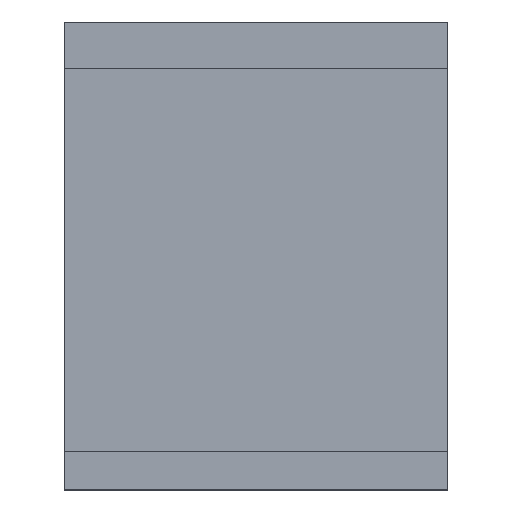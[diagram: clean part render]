
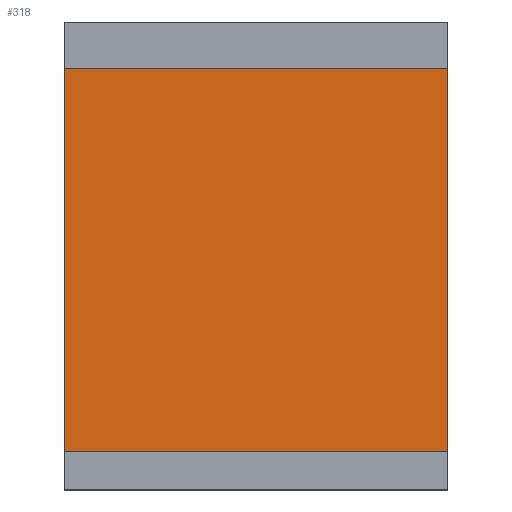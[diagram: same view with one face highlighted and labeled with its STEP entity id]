
A CAD part, top view. The second image highlights one B-rep face of the part: STEP entity #318.
In plain terms, the highlighted planar face has unit normal (0, 0, 1).
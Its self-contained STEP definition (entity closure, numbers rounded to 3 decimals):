
#42=FACE_OUTER_BOUND('',#59,.T.);
#59=EDGE_LOOP('',(#249,#250,#251,#252));
#79=LINE('',#521,#112);
#86=LINE('',#535,#119);
#87=LINE('',#537,#120);
#88=LINE('',#538,#121);
#112=VECTOR('',#417,10.);
#119=VECTOR('',#428,10.);
#120=VECTOR('',#429,10.);
#121=VECTOR('',#430,10.);
#150=VERTEX_POINT('',#519);
#151=VERTEX_POINT('',#520);
#156=VERTEX_POINT('',#534);
#157=VERTEX_POINT('',#536);
#186=EDGE_CURVE('',#150,#151,#79,.T.);
#193=EDGE_CURVE('',#151,#156,#86,.T.);
#194=EDGE_CURVE('',#156,#157,#87,.T.);
#195=EDGE_CURVE('',#157,#150,#88,.T.);
#249=ORIENTED_EDGE('',*,*,#186,.T.);
#250=ORIENTED_EDGE('',*,*,#193,.T.);
#251=ORIENTED_EDGE('',*,*,#194,.T.);
#252=ORIENTED_EDGE('',*,*,#195,.T.);
#302=PLANE('',#366);
#318=ADVANCED_FACE('',(#42),#302,.T.);
#366=AXIS2_PLACEMENT_3D('',#533,#426,#427);
#417=DIRECTION('',(1.,0.,0.));
#426=DIRECTION('center_axis',(0.,0.,1.));
#427=DIRECTION('ref_axis',(1.,0.,0.));
#428=DIRECTION('',(0.,1.,0.));
#429=DIRECTION('',(-1.,0.,0.));
#430=DIRECTION('',(0.,-1.,0.));
#519=CARTESIAN_POINT('',(-25.,-25.5,2.));
#520=CARTESIAN_POINT('',(25.,-25.5,2.));
#521=CARTESIAN_POINT('',(12.5,-25.5,2.));
#533=CARTESIAN_POINT('Origin',(0.,0.,2.));
#534=CARTESIAN_POINT('',(25.,24.5,2.));
#535=CARTESIAN_POINT('',(25.,-30.5,2.));
#536=CARTESIAN_POINT('',(-25.,24.5,2.));
#537=CARTESIAN_POINT('',(-12.5,24.5,2.));
#538=CARTESIAN_POINT('',(-25.,30.5,2.));
